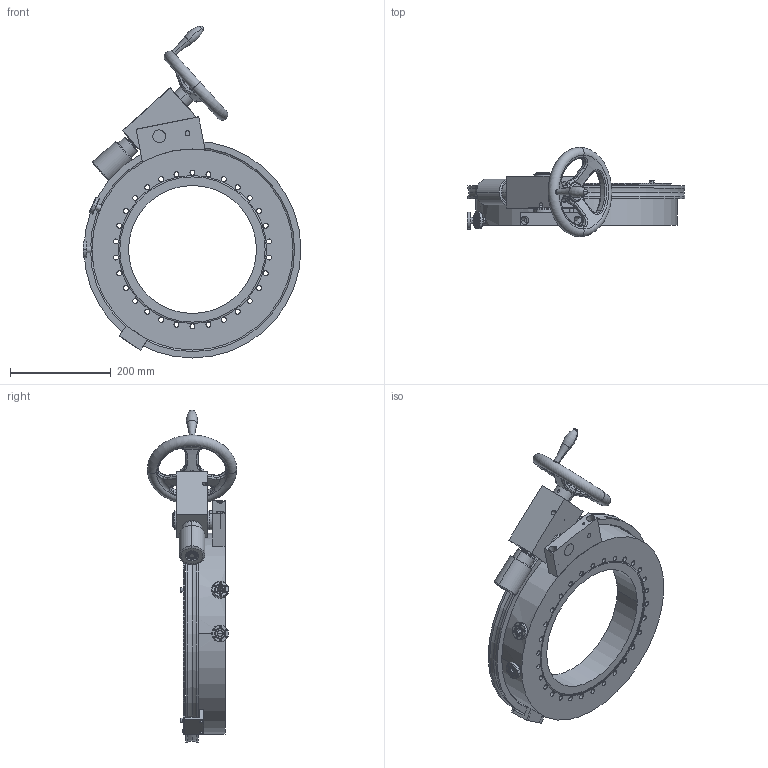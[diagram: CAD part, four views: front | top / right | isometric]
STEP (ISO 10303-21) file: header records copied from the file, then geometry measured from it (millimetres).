
FILE_DESCRIPTION (( 'STEP AP214' ), '1' );
FILE_NAME ('QN110461-01, RNN-1000_TM_FA.STEP', '2018-05-15T23:51:57', ( '' ), ( '' ), 'SwSTEP 2.0', 'SolidWorks 2010', '' );
FILE_SCHEMA (( 'AUTOMOTIVE_DESIGN' ));
Length unit declared in the file: inch
Products named in the file (1): QN110461-01, RNN-1000_TM_FA
Bounding box: 433.73 x 177.74 x 660.64 mm (x, y, z)
Surface area: 688538.7 mm2 (no closed solid volume)
Topology: 0 solids, 45 shells, 602 faces, 2464 edges, 1818 vertices
Faces by surface type: cylinder 328, plane 146, bspline 44, cone 42, torus 36, sphere 6
Entity records: 39532 total; most frequent: CARTESIAN_POINT 11245, DIRECTION 4392, ORIENTED_EDGE 3749, EDGE_CURVE 2464, VERTEX_POINT 1818, AXIS2_PLACEMENT_3D 1621, LINE 1150, VECTOR 1150
